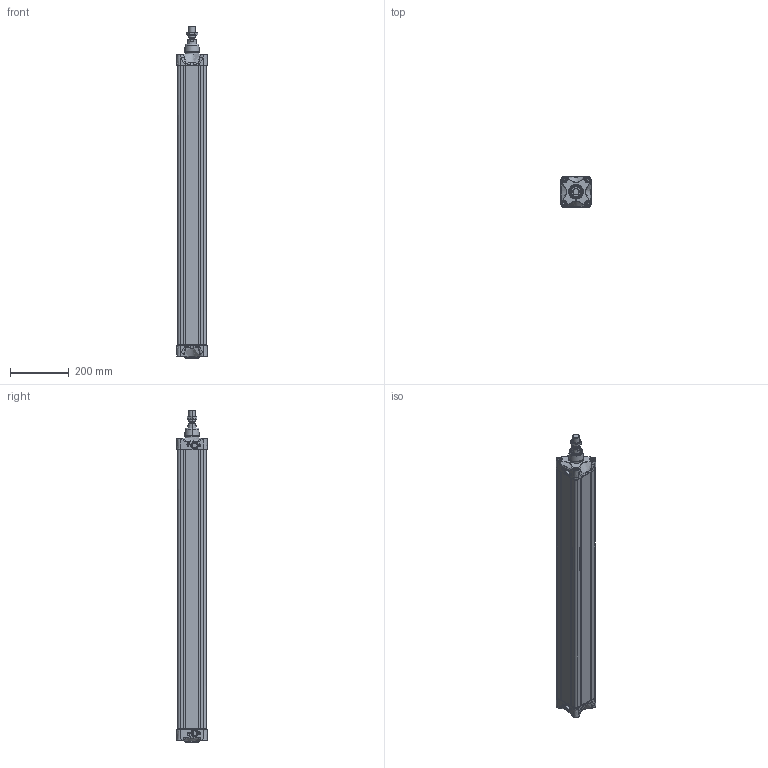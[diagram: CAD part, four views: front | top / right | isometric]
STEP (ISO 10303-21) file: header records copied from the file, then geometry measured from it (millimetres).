
FILE_DESCRIPTION(('FreeCAD Model'),'2;1');
FILE_NAME('Open CASCADE Shape Model','2025-05-02T18:03:50',('FreeCAD'),( 'FreeCAD'),'Open CASCADE STEP processor 7.6','FreeCAD','Unknown');
FILE_SCHEMA(('AUTOMOTIVE_DESIGN { 1 0 10303 214 1 1 1 1 }'));
Products named in the file (1): Open CASCADE STEP translator 7.6 1
Bounding box: 103.03 x 103.03 x 1127.79 mm (x, y, z)
Volume: 4293470.7 mm3; surface area: 947228 mm2
Topology: 9 solids, 9 shells, 900 faces, 2221 edges, 1373 vertices
Faces by surface type: bspline 900
Entity records: 43391 total; most frequent: CARTESIAN_POINT 31011, ORIENTED_EDGE 4410, EDGE_CURVE 2205, VERTEX_POINT 1373, B_SPLINE_CURVE_WITH_KNOTS 1200, FACE_BOUND 964, EDGE_LOOP 964, ADVANCED_FACE 900
